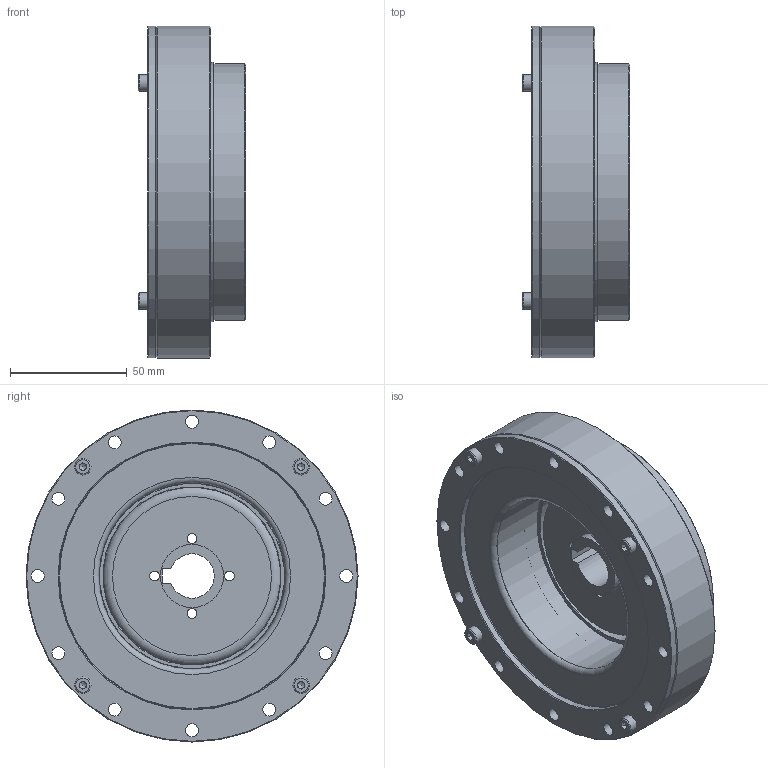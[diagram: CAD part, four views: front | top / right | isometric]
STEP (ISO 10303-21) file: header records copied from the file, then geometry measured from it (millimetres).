
FILE_DESCRIPTION(/* description */ ('STEP AP242','CAx-IF Rec.Pracs.---Representation and Presentation of Product Manufacturing Information (PMI)---4.0---2014-10-13','CAx-IF Rec.Pracs.---3D Tessellated Geometry---0.4---2014-09-14','2;1'),/* implementation_level */ '2;1');
FILE_NAME(/* name */ '688775c2d802c555011521e5',/* time_stamp */ '2025-07-28T13:06:11Z',/* author */ (''),/* organization */ (''),/* preprocessor_version */ 'ST-DEVELOPER v20',/* originating_system */ 'ONSHAPE BY PTC INC, 1.201',/* authorisation */ ' ');
FILE_SCHEMA (('AP242_MANAGED_MODEL_BASED_3D_ENGINEERING_MIM_LF { 1 0 10303 442 1 1 4 }'));
Length unit declared in the file: metre
Products named in the file (18): HS-32-III; hexagon socket head cap screws gb_GB_FASTENER_SCREWS_HSHCS M4X12-C; ????-STXB-32080-01; O????-?90X?1.8_??; 32-80??????_?? <1>; ??-SHF-32-III; 32????; ????-STRU-32-142-234X?142-V1 <1>; ????-??-?8; ??????-32-142-??-V0; ??????-32-142-V0; o-rings series a gb_GB-T 3452.1 118x1.8-A; ????-??-STRU-32-142-?234-V1; hexagon socket head cap screws gb_GB_FASTENER_SCREWS_HSHCS M3X12-C; ????-??-STRU-32-142; 32??; ????-??-STRU-32-142-?234
Assembly tree (93 placements, depth 3):
  HS-32-III
    hexagon socket head cap screws gb_GB_FASTENER_SCREWS_HSHCS M4X12-C  x8
    ????-STXB-32080-01
    O????-?90X?1.8_??
    ????-STXB-32080-01
    32-80??????_?? <1>
      ??-SHF-32-III
      32????
    ????-STRU-32-142-234X?142-V1 <1>
      ????-??-?8  x36
      ??????-32-142-??-V0  x18
      ??????-32-142-V0  x18
      o-rings series a gb_GB-T 3452.1 118x1.8-A
      ????-??-STRU-32-142-?234-V1
      hexagon socket head cap screws gb_GB_FASTENER_SCREWS_HSHCS M3X12-C
      ????-??-STRU-32-142
      32??
      ????-??-STRU-32-142-?234
Bounding box: 46 x 142 x 142 mm (x, y, z)
Volume: 342771.3 mm3; surface area: 188103.3 mm2
Topology: 91 solids, 91 shells, 971 faces, 2084 edges, 1323 vertices
Faces by surface type: plane 545, cylinder 246, cone 154, torus 20, bspline 6
Full cylindrical faces by diameter (mm): 2.5 x1, 3 x1, 3.3 x8, 3.4 x1, 4 x8, 4.2 x20, 4.5 x8, 5.5 x41, 6 x1, 7 x8, 8 x40, 27 x1, 58.928 x1, 63.04 x2, 68 x1, 75.812 x2, 79.748 x2, 80.688 x1, 82.984 x1, 83.198 x1, 84 x1, 88 x2, 92 x1, 100 x1, 110 x1, 111 x1, 112 x2, 113 x1, 114 x3, 118 x1
Entity records: 11981 total; most frequent: CARTESIAN_POINT 4328, DIRECTION 1620, ORIENTED_EDGE 948, AXIS2_PLACEMENT_3D 748, FACE_BOUND 685, EDGE_LOOP 656, EDGE_CURVE 474, VERTEX_POINT 437
